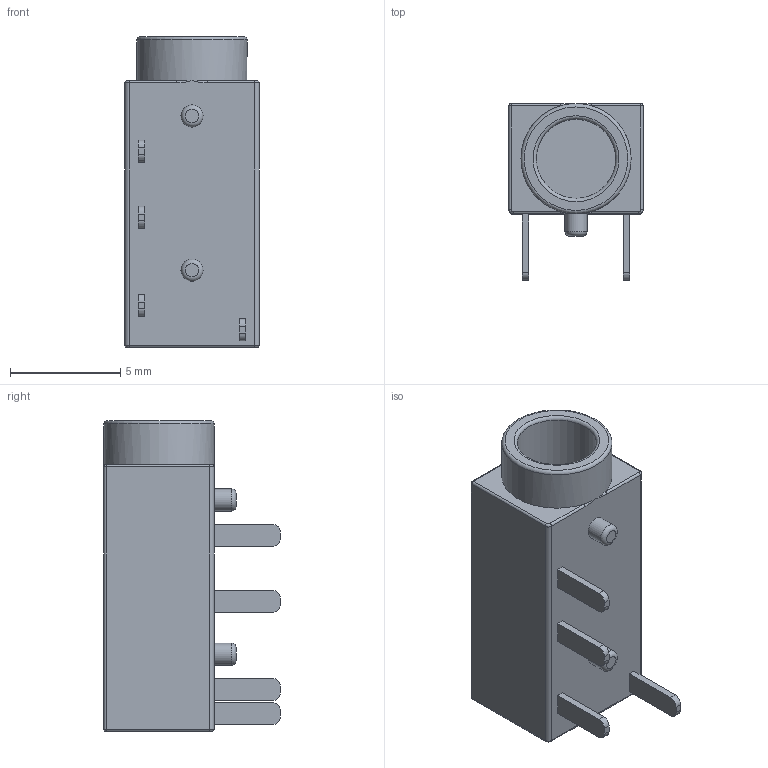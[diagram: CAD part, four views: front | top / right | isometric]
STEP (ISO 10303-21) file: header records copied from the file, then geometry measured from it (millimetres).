
FILE_DESCRIPTION(/* description */ (''),/* implementation_level */ '2;1');
FILE_NAME(/* name */ 'PJ-3200B.step',/* time_stamp */ '2018-11-09T22:43:53-08:00',/* author */ ('ryotagoto'),/* organization */ (''),/* preprocessor_version */ 'ST-DEVELOPER v17.2',/* originating_system */ 'Autodesk Translation Framework v7.6.0.251',/* authorisation */ '');
FILE_SCHEMA (('AUTOMOTIVE_DESIGN { 1 0 10303 214 3 1 1 }'));
Length unit declared in the file: millimetre
Products named in the file (1): PJ-3200B
Bounding box: 6.1 x 8 x 14.1 mm (x, y, z)
Volume: 311.1 mm3; surface area: 505.9 mm2
Topology: 5 solids, 5 shells, 77 faces, 172 edges, 104 vertices
Faces by surface type: plane 35, cylinder 26, bspline 8, sphere 4, torus 4
Full cylindrical faces by diameter (mm): 1 x2, 3.6 x1, 5 x1
Entity records: 2269 total; most frequent: CARTESIAN_POINT 506, DIRECTION 380, ORIENTED_EDGE 336, EDGE_CURVE 168, AXIS2_PLACEMENT_3D 146, VERTEX_POINT 104, LINE 88, VECTOR 88
